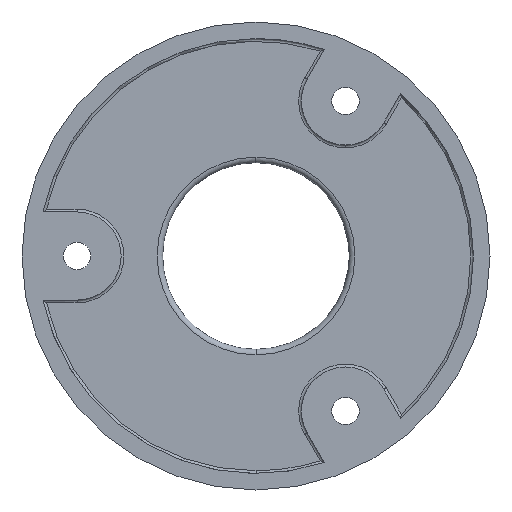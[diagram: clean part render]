
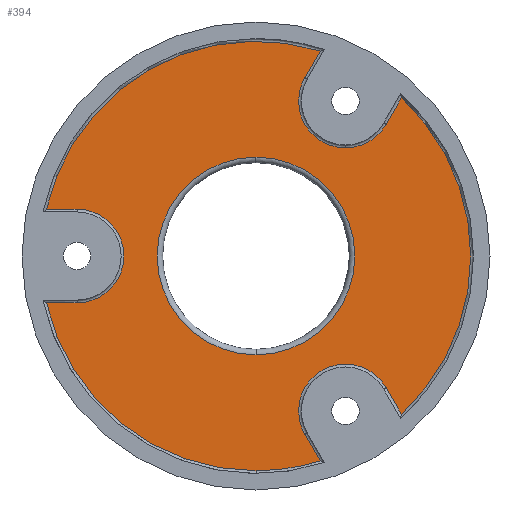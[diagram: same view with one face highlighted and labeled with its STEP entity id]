
A CAD part, left-side view. The second image highlights one B-rep face of the part: STEP entity #394.
In plain terms, the highlighted planar face has unit normal (-1, 0, 0).
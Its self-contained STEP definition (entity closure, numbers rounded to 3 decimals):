
#39 = CIRCLE ( 'NONE', #1616, 39. ) ;
#40 = DIRECTION ( 'NONE',  ( 1., 0., 0. ) ) ;
#46 = DIRECTION ( 'NONE',  ( 0., -0.5, -0.866 ) ) ;
#49 = EDGE_CURVE ( 'NONE', #2057, #1135, #2167, .T. ) ;
#80 = VERTEX_POINT ( 'NONE', #1945 ) ;
#100 = ORIENTED_EDGE ( 'NONE', *, *, #1662, .T. ) ;
#118 = DIRECTION ( 'NONE',  ( 0., 0., -1. ) ) ;
#121 = DIRECTION ( 'NONE',  ( 0., 0.5, 0.866 ) ) ;
#125 = DIRECTION ( 'NONE',  ( 0., 0., -1. ) ) ;
#129 = VERTEX_POINT ( 'NONE', #968 ) ;
#223 = VERTEX_POINT ( 'NONE', #604 ) ;
#226 = ORIENTED_EDGE ( 'NONE', *, *, #690, .T. ) ;
#233 = LINE ( 'NONE', #1925, #2147 ) ;
#247 = EDGE_CURVE ( 'NONE', #1969, #1463, #476, .T. ) ;
#260 = EDGE_CURVE ( 'NONE', #549, #1969, #1809, .T. ) ;
#266 = DIRECTION ( 'NONE',  ( 0., 1., 0. ) ) ;
#277 = CARTESIAN_POINT ( 'NONE',  ( 2.5, 0., 0. ) ) ;
#281 = CARTESIAN_POINT ( 'NONE',  ( 2.5, -16.25, 28.146 ) ) ;
#304 = DIRECTION ( 'NONE',  ( 1., 0., 0. ) ) ;
#316 = CIRCLE ( 'NONE', #1745, 8.5 ) ;
#331 = ORIENTED_EDGE ( 'NONE', *, *, #852, .T. ) ;
#337 = VERTEX_POINT ( 'NONE', #1879 ) ;
#365 = CARTESIAN_POINT ( 'NONE',  ( 2.5, -11.67, -37.213 ) ) ;
#371 = DIRECTION ( 'NONE',  ( 0., 0., -1. ) ) ;
#373 = CARTESIAN_POINT ( 'NONE',  ( 2.5, -16.25, -28.146 ) ) ;
#385 = CIRCLE ( 'NONE', #458, 8.5 ) ;
#394 = ADVANCED_FACE ( 'NONE', ( #706, #872 ), #1561, .F. ) ;
#433 = CARTESIAN_POINT ( 'NONE',  ( 2.5, 0., 0. ) ) ;
#448 = DIRECTION ( 'NONE',  ( 1., 0., 0. ) ) ;
#454 = CARTESIAN_POINT ( 'NONE',  ( 2.5, -8.889, -32.396 ) ) ;
#455 = EDGE_LOOP ( 'NONE', ( #1025, #100 ) ) ;
#458 = AXIS2_PLACEMENT_3D ( 'NONE', #281, #40, #371 ) ;
#468 = CARTESIAN_POINT ( 'NONE',  ( 2.5, 15.486, -9.823 ) ) ;
#476 = LINE ( 'NONE', #2202, #914 ) ;
#480 = CARTESIAN_POINT ( 'NONE',  ( 2.5, 0., 0. ) ) ;
#481 = VERTEX_POINT ( 'NONE', #365 ) ;
#546 = CARTESIAN_POINT ( 'NONE',  ( 2.5, -8.889, 32.396 ) ) ;
#549 = VERTEX_POINT ( 'NONE', #2078 ) ;
#553 = CARTESIAN_POINT ( 'NONE',  ( 2.5, -23.611, -23.896 ) ) ;
#604 = CARTESIAN_POINT ( 'NONE',  ( 2.5, 0., -39. ) ) ;
#608 = CARTESIAN_POINT ( 'NONE',  ( 2.5, 0., 0. ) ) ;
#622 = LINE ( 'NONE', #454, #1138 ) ;
#625 = DIRECTION ( 'NONE',  ( -1., 0., 0. ) ) ;
#649 = LINE ( 'NONE', #1480, #1204 ) ;
#661 = AXIS2_PLACEMENT_3D ( 'NONE', #373, #1054, #2074 ) ;
#684 = EDGE_CURVE ( 'NONE', #763, #1259, #1811, .T. ) ;
#690 = EDGE_CURVE ( 'NONE', #1144, #223, #1858, .T. ) ;
#706 = FACE_OUTER_BOUND ( 'NONE', #869, .T. ) ;
#715 = AXIS2_PLACEMENT_3D ( 'NONE', #1153, #448, #1478 ) ;
#716 = ORIENTED_EDGE ( 'NONE', *, *, #247, .T. ) ;
#751 = VERTEX_POINT ( 'NONE', #546 ) ;
#763 = VERTEX_POINT ( 'NONE', #1203 ) ;
#768 = CARTESIAN_POINT ( 'NONE',  ( 2.5, 0., -17.95 ) ) ;
#793 = CARTESIAN_POINT ( 'NONE',  ( 2.5, -16.25, 28.146 ) ) ;
#852 = EDGE_CURVE ( 'NONE', #1080, #80, #233, .T. ) ;
#862 = DIRECTION ( 'NONE',  ( 0., -1., 0. ) ) ;
#869 = EDGE_LOOP ( 'NONE', ( #226, #1059, #1693, #1728, #331, #1581, #2142, #1548, #1931, #1529, #1547, #716, #1451, #2174 ) ) ;
#872 = FACE_BOUND ( 'NONE', #455, .T. ) ;
#914 = VECTOR ( 'NONE', #862, 1000. ) ;
#922 = DIRECTION ( 'NONE',  ( 1., 0., 0. ) ) ;
#942 = DIRECTION ( 'NONE',  ( -1., 0., 0. ) ) ;
#966 = CARTESIAN_POINT ( 'NONE',  ( 2.5, -16.25, -28.146 ) ) ;
#968 = CARTESIAN_POINT ( 'NONE',  ( 2.5, -26.392, 28.713 ) ) ;
#977 = EDGE_CURVE ( 'NONE', #223, #481, #1069, .T. ) ;
#1014 = CARTESIAN_POINT ( 'NONE',  ( 2.5, 0., 0. ) ) ;
#1025 = ORIENTED_EDGE ( 'NONE', *, *, #49, .T. ) ;
#1054 = DIRECTION ( 'NONE',  ( 1., 0., 0. ) ) ;
#1059 = ORIENTED_EDGE ( 'NONE', *, *, #977, .T. ) ;
#1069 = CIRCLE ( 'NONE', #1537, 39. ) ;
#1080 = VERTEX_POINT ( 'NONE', #553 ) ;
#1115 = LINE ( 'NONE', #1484, #1854 ) ;
#1127 = AXIS2_PLACEMENT_3D ( 'NONE', #793, #2173, #1166 ) ;
#1135 = VERTEX_POINT ( 'NONE', #2135 ) ;
#1138 = VECTOR ( 'NONE', #121, 1000. ) ;
#1144 = VERTEX_POINT ( 'NONE', #1934 ) ;
#1153 = CARTESIAN_POINT ( 'NONE',  ( 2.5, 32.5, 0. ) ) ;
#1166 = DIRECTION ( 'NONE',  ( 0., 0., -1. ) ) ;
#1203 = CARTESIAN_POINT ( 'NONE',  ( 2.5, -23.611, 23.896 ) ) ;
#1204 = VECTOR ( 'NONE', #1657, 1000. ) ;
#1259 = VERTEX_POINT ( 'NONE', #2192 ) ;
#1261 = EDGE_CURVE ( 'NONE', #1285, #1080, #316, .T. ) ;
#1285 = VERTEX_POINT ( 'NONE', #1807 ) ;
#1289 = EDGE_CURVE ( 'NONE', #481, #1285, #622, .T. ) ;
#1296 = DIRECTION ( 'NONE',  ( 0., 0., -1. ) ) ;
#1317 = EDGE_CURVE ( 'NONE', #337, #1144, #1115, .T. ) ;
#1326 = DIRECTION ( 'NONE',  ( 0., -0.5, 0.866 ) ) ;
#1350 = CARTESIAN_POINT ( 'NONE',  ( 2.5, 32.5, 8.5 ) ) ;
#1435 = VECTOR ( 'NONE', #1326, 1000. ) ;
#1451 = ORIENTED_EDGE ( 'NONE', *, *, #1846, .T. ) ;
#1463 = VERTEX_POINT ( 'NONE', #1350 ) ;
#1478 = DIRECTION ( 'NONE',  ( 0., 0., -1. ) ) ;
#1480 = CARTESIAN_POINT ( 'NONE',  ( 2.5, 0.764, -18.323 ) ) ;
#1484 = CARTESIAN_POINT ( 'NONE',  ( 2.5, -16.25, -8.5 ) ) ;
#1495 = DIRECTION ( 'NONE',  ( 1., 0., 0. ) ) ;
#1520 = CARTESIAN_POINT ( 'NONE',  ( 2.5, 0., 0. ) ) ;
#1529 = ORIENTED_EDGE ( 'NONE', *, *, #1871, .T. ) ;
#1537 = AXIS2_PLACEMENT_3D ( 'NONE', #608, #942, #1296 ) ;
#1547 = ORIENTED_EDGE ( 'NONE', *, *, #260, .T. ) ;
#1548 = ORIENTED_EDGE ( 'NONE', *, *, #684, .T. ) ;
#1561 = PLANE ( 'NONE',  #661 ) ;
#1578 = CIRCLE ( 'NONE', #715, 8.5 ) ;
#1581 = ORIENTED_EDGE ( 'NONE', *, *, #1857, .T. ) ;
#1614 = EDGE_CURVE ( 'NONE', #1259, #751, #385, .T. ) ;
#1616 = AXIS2_PLACEMENT_3D ( 'NONE', #277, #625, #125 ) ;
#1622 = DIRECTION ( 'NONE',  ( 0., 0., -1. ) ) ;
#1657 = DIRECTION ( 'NONE',  ( 0., 0.5, -0.866 ) ) ;
#1662 = EDGE_CURVE ( 'NONE', #1135, #2057, #2176, .T. ) ;
#1688 = DIRECTION ( 'NONE',  ( 0., 0., -1. ) ) ;
#1693 = ORIENTED_EDGE ( 'NONE', *, *, #1289, .T. ) ;
#1709 = EDGE_CURVE ( 'NONE', #129, #763, #649, .T. ) ;
#1722 = DIRECTION ( 'NONE',  ( -1., 0., 0. ) ) ;
#1727 = CARTESIAN_POINT ( 'NONE',  ( 2.5, 38.062, 8.5 ) ) ;
#1728 = ORIENTED_EDGE ( 'NONE', *, *, #1261, .T. ) ;
#1745 = AXIS2_PLACEMENT_3D ( 'NONE', #966, #1495, #1840 ) ;
#1807 = CARTESIAN_POINT ( 'NONE',  ( 2.5, -8.889, -32.396 ) ) ;
#1809 = CIRCLE ( 'NONE', #2165, 39. ) ;
#1811 = CIRCLE ( 'NONE', #1127, 8.5 ) ;
#1838 = DIRECTION ( 'NONE',  ( -1., 0., 0. ) ) ;
#1840 = DIRECTION ( 'NONE',  ( 0., 0., -1. ) ) ;
#1846 = EDGE_CURVE ( 'NONE', #1463, #337, #1578, .T. ) ;
#1854 = VECTOR ( 'NONE', #266, 1000. ) ;
#1857 = EDGE_CURVE ( 'NONE', #80, #129, #39, .T. ) ;
#1858 = CIRCLE ( 'NONE', #2065, 39. ) ;
#1871 = EDGE_CURVE ( 'NONE', #751, #549, #2169, .T. ) ;
#1879 = CARTESIAN_POINT ( 'NONE',  ( 2.5, 32.5, -8.5 ) ) ;
#1925 = CARTESIAN_POINT ( 'NONE',  ( 2.5, -23.611, -23.896 ) ) ;
#1931 = ORIENTED_EDGE ( 'NONE', *, *, #1614, .T. ) ;
#1934 = CARTESIAN_POINT ( 'NONE',  ( 2.5, 38.062, -8.5 ) ) ;
#1945 = CARTESIAN_POINT ( 'NONE',  ( 2.5, -26.392, -28.713 ) ) ;
#1960 = AXIS2_PLACEMENT_3D ( 'NONE', #1014, #304, #2011 ) ;
#1969 = VERTEX_POINT ( 'NONE', #1727 ) ;
#2011 = DIRECTION ( 'NONE',  ( 0., 0., -1. ) ) ;
#2057 = VERTEX_POINT ( 'NONE', #768 ) ;
#2065 = AXIS2_PLACEMENT_3D ( 'NONE', #480, #1838, #118 ) ;
#2074 = DIRECTION ( 'NONE',  ( 0., 0., -1. ) ) ;
#2078 = CARTESIAN_POINT ( 'NONE',  ( 2.5, -11.67, 37.213 ) ) ;
#2097 = AXIS2_PLACEMENT_3D ( 'NONE', #433, #922, #1622 ) ;
#2135 = CARTESIAN_POINT ( 'NONE',  ( 2.5, 0., 17.95 ) ) ;
#2142 = ORIENTED_EDGE ( 'NONE', *, *, #1709, .T. ) ;
#2147 = VECTOR ( 'NONE', #46, 1000. ) ;
#2165 = AXIS2_PLACEMENT_3D ( 'NONE', #1520, #1722, #1688 ) ;
#2167 = CIRCLE ( 'NONE', #2097, 17.95 ) ;
#2169 = LINE ( 'NONE', #468, #1435 ) ;
#2173 = DIRECTION ( 'NONE',  ( 1., 0., 0. ) ) ;
#2174 = ORIENTED_EDGE ( 'NONE', *, *, #1317, .T. ) ;
#2176 = CIRCLE ( 'NONE', #1960, 17.95 ) ;
#2192 = CARTESIAN_POINT ( 'NONE',  ( 2.5, -16.25, 19.646 ) ) ;
#2202 = CARTESIAN_POINT ( 'NONE',  ( 2.5, -16.25, 8.5 ) ) ;
